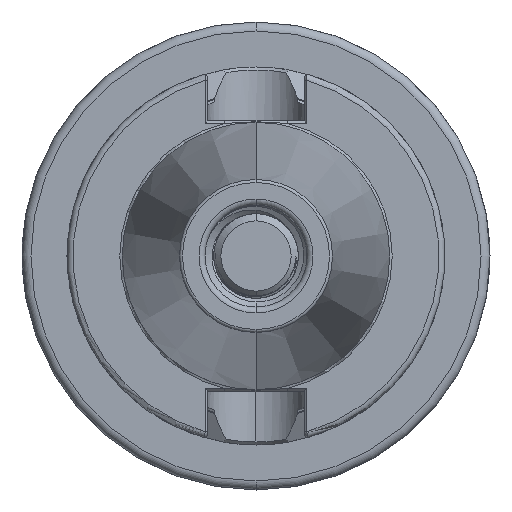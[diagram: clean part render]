
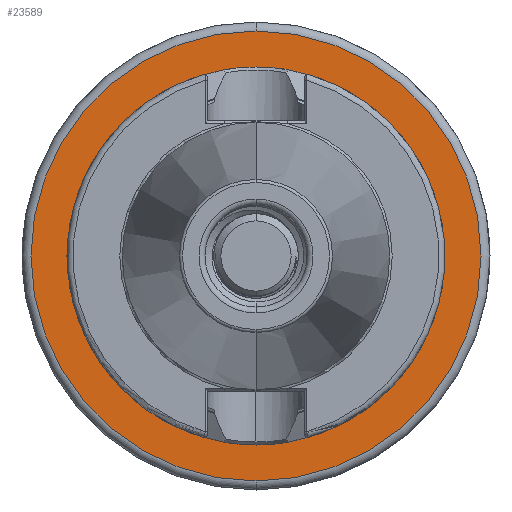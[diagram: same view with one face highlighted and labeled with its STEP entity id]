
A CAD part, left-side view. The second image highlights one B-rep face of the part: STEP entity #23589.
In plain terms, the highlighted planar face has unit normal (-1, 0, 0).
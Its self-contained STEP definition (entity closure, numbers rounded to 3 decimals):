
#6406 = DIRECTION ( 'NONE',  ( 0., 0., 1. ) ) ;
#6413 = CARTESIAN_POINT ( 'NONE',  ( 32.85, 0., 0. ) ) ;
#6418 = DIRECTION ( 'NONE',  ( 1., 0., 0. ) ) ;
#6827 = EDGE_LOOP ( 'NONE', ( #29092, #29138 ) ) ;
#6831 = EDGE_LOOP ( 'NONE', ( #29086, #29172 ) ) ;
#8787 = EDGE_CURVE ( 'NONE', #26843, #26849, #26152, .T. ) ;
#8819 = AXIS2_PLACEMENT_3D ( 'NONE', #13279, #13269, #13262 ) ;
#9187 = EDGE_CURVE ( 'NONE', #26807, #26799, #26483, .T. ) ;
#10178 = CARTESIAN_POINT ( 'NONE',  ( 32.85, 0., 0. ) ) ;
#10194 = DIRECTION ( 'NONE',  ( 0., 0., 1. ) ) ;
#10196 = DIRECTION ( 'NONE',  ( -1., 0., 0. ) ) ;
#13262 = DIRECTION ( 'NONE',  ( 0., 0., 1. ) ) ;
#13269 = DIRECTION ( 'NONE',  ( 1., 0., 0. ) ) ;
#13279 = CARTESIAN_POINT ( 'NONE',  ( 32.85, 0., 0. ) ) ;
#13517 = EDGE_CURVE ( 'NONE', #26799, #26807, #23325, .T. ) ;
#13585 = EDGE_CURVE ( 'NONE', #26849, #26843, #23397, .T. ) ;
#15781 = CARTESIAN_POINT ( 'NONE',  ( 32.85, 0., 0. ) ) ;
#15784 = DIRECTION ( 'NONE',  ( -1., 0., 0. ) ) ;
#15786 = DIRECTION ( 'NONE',  ( 0., 0., 1. ) ) ;
#17028 = CARTESIAN_POINT ( 'NONE',  ( 32.85, 0., -31.3 ) ) ;
#17043 = CARTESIAN_POINT ( 'NONE',  ( 32.85, 0., 31.3 ) ) ;
#17064 = CARTESIAN_POINT ( 'NONE',  ( 32.85, 0., -37.5 ) ) ;
#17084 = CARTESIAN_POINT ( 'NONE',  ( 32.85, 0., 37.5 ) ) ;
#22750 = FACE_BOUND ( 'NONE', #6827, .T. ) ;
#22751 = FACE_OUTER_BOUND ( 'NONE', #6831, .T. ) ;
#23325 = CIRCLE ( 'NONE', #24435, 37.5 ) ;
#23397 = CIRCLE ( 'NONE', #24584, 31.3 ) ;
#23589 = ADVANCED_FACE ( 'NONE', ( #22750, #22751 ), #29292, .T. ) ;
#24127 = AXIS2_PLACEMENT_3D ( 'NONE', #10178, #10196, #10194 ) ;
#24435 = AXIS2_PLACEMENT_3D ( 'NONE', #15781, #15784, #15786 ) ;
#24584 = AXIS2_PLACEMENT_3D ( 'NONE', #6413, #6418, #6406 ) ;
#25075 = AXIS2_PLACEMENT_3D ( 'NONE', #29236, #29301, #29293 ) ;
#26152 = CIRCLE ( 'NONE', #8819, 31.3 ) ;
#26483 = CIRCLE ( 'NONE', #24127, 37.5 ) ;
#26799 = VERTEX_POINT ( 'NONE', #17064 ) ;
#26807 = VERTEX_POINT ( 'NONE', #17084 ) ;
#26843 = VERTEX_POINT ( 'NONE', #17043 ) ;
#26849 = VERTEX_POINT ( 'NONE', #17028 ) ;
#29086 = ORIENTED_EDGE ( 'NONE', *, *, #9187, .T. ) ;
#29092 = ORIENTED_EDGE ( 'NONE', *, *, #8787, .T. ) ;
#29138 = ORIENTED_EDGE ( 'NONE', *, *, #13585, .T. ) ;
#29172 = ORIENTED_EDGE ( 'NONE', *, *, #13517, .T. ) ;
#29236 = CARTESIAN_POINT ( 'NONE',  ( 32.85, 30.5, 0. ) ) ;
#29292 = PLANE ( 'NONE',  #25075 ) ;
#29293 = DIRECTION ( 'NONE',  ( 0., 0., 1. ) ) ;
#29301 = DIRECTION ( 'NONE',  ( -1., 0., 0. ) ) ;
